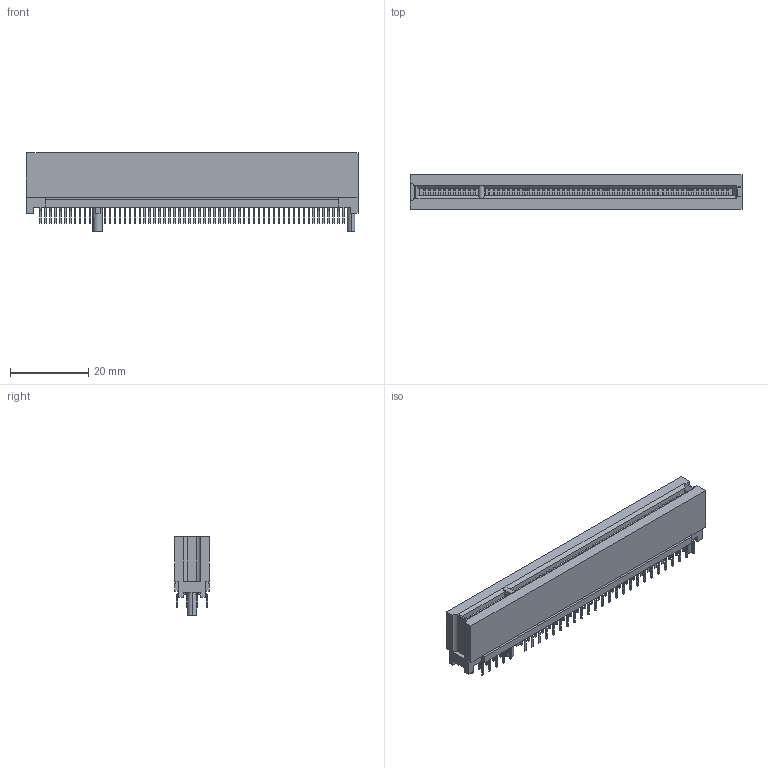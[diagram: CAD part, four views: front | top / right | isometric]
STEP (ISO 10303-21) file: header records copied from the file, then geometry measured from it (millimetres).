
FILE_DESCRIPTION((''),'2;1');
FILE_NAME('C-5145154-1','2011-08-17T',('workeradm'),('Tyco Electronics Ltd.'),'PRO/ENGINEER BY PARAMETRIC TECHNOLOGY CORPORATION, 2010430','PRO/ENGINEER BY PARAMETRIC TECHNOLOGY CORPORATION, 2010430','');
FILE_SCHEMA(('AUTOMOTIVE_DESIGN { 1 0 10303 214 1 1 1 1 }'));
Products named in the file (1): C-5145154-1
Bounding box: 84.84 x 8.89 x 20.13 mm (x, y, z)
Volume: 9431.5 mm3; surface area: 6933 mm2
Topology: 1 solids, 1 shells, 2384 faces, 6774 edges, 4514 vertices
Faces by surface type: plane 1651, cylinder 703, extrusion 30
Entity records: 78366 total; most frequent: CARTESIAN_POINT 14236, ORIENTED_EDGE 13548, DIRECTION 12856, EDGE_CURVE 6774, VECTOR 5326, LINE 5296, VERTEX_POINT 4514, AXIS2_PLACEMENT_3D 3765
